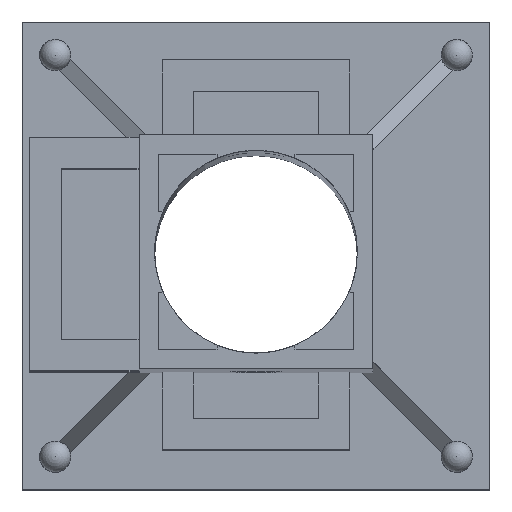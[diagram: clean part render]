
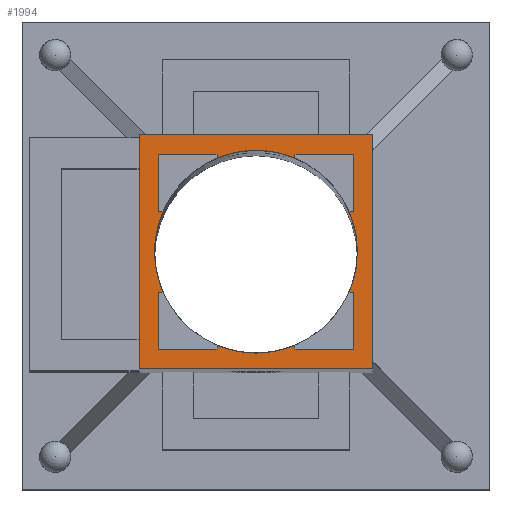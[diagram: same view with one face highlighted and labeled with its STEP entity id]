
A CAD part, top view. The second image highlights one B-rep face of the part: STEP entity #1994.
In plain terms, the highlighted planar face has unit normal (0, 0, 1).
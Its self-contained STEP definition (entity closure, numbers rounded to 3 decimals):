
#722 = CYLINDRICAL_SURFACE('',#723,1.3);
#723 = AXIS2_PLACEMENT_3D('',#724,#725,#726);
#724 = CARTESIAN_POINT('',(0.,0.,-10.));
#725 = DIRECTION('',(-0.,-0.,-1.));
#726 = DIRECTION('',(1.,0.,0.));
#940 = VERTEX_POINT('',#941);
#941 = CARTESIAN_POINT('',(1.3,0.,32.));
#962 = EDGE_CURVE('',#940,#940,#963,.T.);
#963 = SURFACE_CURVE('',#964,(#969,#976),.PCURVE_S1.);
#964 = CIRCLE('',#965,1.3);
#965 = AXIS2_PLACEMENT_3D('',#966,#967,#968);
#966 = CARTESIAN_POINT('',(0.,0.,32.));
#967 = DIRECTION('',(0.,0.,-1.));
#968 = DIRECTION('',(1.,0.,0.));
#969 = PCURVE('',#722,#970);
#970 = DEFINITIONAL_REPRESENTATION('',(#971),#975);
#971 = LINE('',#972,#973);
#972 = CARTESIAN_POINT('',(-6.283,-42.));
#973 = VECTOR('',#974,1.);
#974 = DIRECTION('',(1.,-0.));
#975 = ( GEOMETRIC_REPRESENTATION_CONTEXT(2) 
PARAMETRIC_REPRESENTATION_CONTEXT() REPRESENTATION_CONTEXT('2D SPACE',''
  ) );
#976 = PCURVE('',#977,#982);
#977 = PLANE('',#978);
#978 = AXIS2_PLACEMENT_3D('',#979,#980,#981);
#979 = CARTESIAN_POINT('',(0.,0.,32.));
#980 = DIRECTION('',(0.,0.,1.));
#981 = DIRECTION('',(1.,0.,0.));
#982 = DEFINITIONAL_REPRESENTATION('',(#983),#991);
#983 = ( BOUNDED_CURVE() B_SPLINE_CURVE(2,(#984,#985,#986,#987,#988,#989
,#990),.UNSPECIFIED.,.T.,.F.) B_SPLINE_CURVE_WITH_KNOTS((1,2,2,2,2,1),(
    -2.094,0.,2.094,4.189,6.283,
8.378),.UNSPECIFIED.) CURVE() GEOMETRIC_REPRESENTATION_ITEM() 
RATIONAL_B_SPLINE_CURVE((1.,0.5,1.,0.5,1.,0.5,1.)) REPRESENTATION_ITEM(
  '') );
#984 = CARTESIAN_POINT('',(1.3,0.));
#985 = CARTESIAN_POINT('',(1.3,-2.252));
#986 = CARTESIAN_POINT('',(-0.65,-1.126));
#987 = CARTESIAN_POINT('',(-2.6,0.));
#988 = CARTESIAN_POINT('',(-0.65,1.126));
#989 = CARTESIAN_POINT('',(1.3,2.252));
#990 = CARTESIAN_POINT('',(1.3,0.));
#991 = ( GEOMETRIC_REPRESENTATION_CONTEXT(2) 
PARAMETRIC_REPRESENTATION_CONTEXT() REPRESENTATION_CONTEXT('2D SPACE',''
  ) );
#1465 = PLANE('',#1466);
#1466 = AXIS2_PLACEMENT_3D('',#1467,#1468,#1469);
#1467 = CARTESIAN_POINT('',(-1.5,1.5,0.));
#1468 = DIRECTION('',(1.,0.,0.));
#1469 = DIRECTION('',(0.,-1.,0.));
#1602 = PLANE('',#1603);
#1603 = AXIS2_PLACEMENT_3D('',#1604,#1605,#1606);
#1604 = CARTESIAN_POINT('',(1.5,1.5,0.));
#1605 = DIRECTION('',(0.,-1.,0.));
#1606 = DIRECTION('',(-1.,0.,0.));
#1739 = PLANE('',#1740);
#1740 = AXIS2_PLACEMENT_3D('',#1741,#1742,#1743);
#1741 = CARTESIAN_POINT('',(1.5,-1.5,0.));
#1742 = DIRECTION('',(-1.,0.,0.));
#1743 = DIRECTION('',(0.,1.,0.));
#1876 = PLANE('',#1877);
#1877 = AXIS2_PLACEMENT_3D('',#1878,#1879,#1880);
#1878 = CARTESIAN_POINT('',(-1.5,-1.5,0.));
#1879 = DIRECTION('',(0.,1.,0.));
#1880 = DIRECTION('',(1.,0.,0.));
#1994 = ADVANCED_FACE('',(#1995,#2089),#977,.T.);
#1995 = FACE_BOUND('',#1996,.T.);
#1996 = EDGE_LOOP('',(#1997,#2022,#2045,#2068));
#1997 = ORIENTED_EDGE('',*,*,#1998,.T.);
#1998 = EDGE_CURVE('',#1999,#2001,#2003,.T.);
#1999 = VERTEX_POINT('',#2000);
#2000 = CARTESIAN_POINT('',(-1.5,1.5,32.));
#2001 = VERTEX_POINT('',#2002);
#2002 = CARTESIAN_POINT('',(-1.5,-1.5,32.));
#2003 = SURFACE_CURVE('',#2004,(#2008,#2015),.PCURVE_S1.);
#2004 = LINE('',#2005,#2006);
#2005 = CARTESIAN_POINT('',(-1.5,1.5,32.));
#2006 = VECTOR('',#2007,1.);
#2007 = DIRECTION('',(0.,-1.,0.));
#2008 = PCURVE('',#977,#2009);
#2009 = DEFINITIONAL_REPRESENTATION('',(#2010),#2014);
#2010 = LINE('',#2011,#2012);
#2011 = CARTESIAN_POINT('',(-1.5,1.5));
#2012 = VECTOR('',#2013,1.);
#2013 = DIRECTION('',(0.,-1.));
#2014 = ( GEOMETRIC_REPRESENTATION_CONTEXT(2) 
PARAMETRIC_REPRESENTATION_CONTEXT() REPRESENTATION_CONTEXT('2D SPACE',''
  ) );
#2015 = PCURVE('',#1465,#2016);
#2016 = DEFINITIONAL_REPRESENTATION('',(#2017),#2021);
#2017 = LINE('',#2018,#2019);
#2018 = CARTESIAN_POINT('',(0.,-32.));
#2019 = VECTOR('',#2020,1.);
#2020 = DIRECTION('',(1.,0.));
#2021 = ( GEOMETRIC_REPRESENTATION_CONTEXT(2) 
PARAMETRIC_REPRESENTATION_CONTEXT() REPRESENTATION_CONTEXT('2D SPACE',''
  ) );
#2022 = ORIENTED_EDGE('',*,*,#2023,.T.);
#2023 = EDGE_CURVE('',#2001,#2024,#2026,.T.);
#2024 = VERTEX_POINT('',#2025);
#2025 = CARTESIAN_POINT('',(1.5,-1.5,32.));
#2026 = SURFACE_CURVE('',#2027,(#2031,#2038),.PCURVE_S1.);
#2027 = LINE('',#2028,#2029);
#2028 = CARTESIAN_POINT('',(-1.5,-1.5,32.));
#2029 = VECTOR('',#2030,1.);
#2030 = DIRECTION('',(1.,0.,0.));
#2031 = PCURVE('',#977,#2032);
#2032 = DEFINITIONAL_REPRESENTATION('',(#2033),#2037);
#2033 = LINE('',#2034,#2035);
#2034 = CARTESIAN_POINT('',(-1.5,-1.5));
#2035 = VECTOR('',#2036,1.);
#2036 = DIRECTION('',(1.,0.));
#2037 = ( GEOMETRIC_REPRESENTATION_CONTEXT(2) 
PARAMETRIC_REPRESENTATION_CONTEXT() REPRESENTATION_CONTEXT('2D SPACE',''
  ) );
#2038 = PCURVE('',#1876,#2039);
#2039 = DEFINITIONAL_REPRESENTATION('',(#2040),#2044);
#2040 = LINE('',#2041,#2042);
#2041 = CARTESIAN_POINT('',(0.,-32.));
#2042 = VECTOR('',#2043,1.);
#2043 = DIRECTION('',(1.,0.));
#2044 = ( GEOMETRIC_REPRESENTATION_CONTEXT(2) 
PARAMETRIC_REPRESENTATION_CONTEXT() REPRESENTATION_CONTEXT('2D SPACE',''
  ) );
#2045 = ORIENTED_EDGE('',*,*,#2046,.T.);
#2046 = EDGE_CURVE('',#2024,#2047,#2049,.T.);
#2047 = VERTEX_POINT('',#2048);
#2048 = CARTESIAN_POINT('',(1.5,1.5,32.));
#2049 = SURFACE_CURVE('',#2050,(#2054,#2061),.PCURVE_S1.);
#2050 = LINE('',#2051,#2052);
#2051 = CARTESIAN_POINT('',(1.5,-1.5,32.));
#2052 = VECTOR('',#2053,1.);
#2053 = DIRECTION('',(0.,1.,0.));
#2054 = PCURVE('',#977,#2055);
#2055 = DEFINITIONAL_REPRESENTATION('',(#2056),#2060);
#2056 = LINE('',#2057,#2058);
#2057 = CARTESIAN_POINT('',(1.5,-1.5));
#2058 = VECTOR('',#2059,1.);
#2059 = DIRECTION('',(0.,1.));
#2060 = ( GEOMETRIC_REPRESENTATION_CONTEXT(2) 
PARAMETRIC_REPRESENTATION_CONTEXT() REPRESENTATION_CONTEXT('2D SPACE',''
  ) );
#2061 = PCURVE('',#1739,#2062);
#2062 = DEFINITIONAL_REPRESENTATION('',(#2063),#2067);
#2063 = LINE('',#2064,#2065);
#2064 = CARTESIAN_POINT('',(0.,-32.));
#2065 = VECTOR('',#2066,1.);
#2066 = DIRECTION('',(1.,0.));
#2067 = ( GEOMETRIC_REPRESENTATION_CONTEXT(2) 
PARAMETRIC_REPRESENTATION_CONTEXT() REPRESENTATION_CONTEXT('2D SPACE',''
  ) );
#2068 = ORIENTED_EDGE('',*,*,#2069,.T.);
#2069 = EDGE_CURVE('',#2047,#1999,#2070,.T.);
#2070 = SURFACE_CURVE('',#2071,(#2075,#2082),.PCURVE_S1.);
#2071 = LINE('',#2072,#2073);
#2072 = CARTESIAN_POINT('',(1.5,1.5,32.));
#2073 = VECTOR('',#2074,1.);
#2074 = DIRECTION('',(-1.,0.,0.));
#2075 = PCURVE('',#977,#2076);
#2076 = DEFINITIONAL_REPRESENTATION('',(#2077),#2081);
#2077 = LINE('',#2078,#2079);
#2078 = CARTESIAN_POINT('',(1.5,1.5));
#2079 = VECTOR('',#2080,1.);
#2080 = DIRECTION('',(-1.,0.));
#2081 = ( GEOMETRIC_REPRESENTATION_CONTEXT(2) 
PARAMETRIC_REPRESENTATION_CONTEXT() REPRESENTATION_CONTEXT('2D SPACE',''
  ) );
#2082 = PCURVE('',#1602,#2083);
#2083 = DEFINITIONAL_REPRESENTATION('',(#2084),#2088);
#2084 = LINE('',#2085,#2086);
#2085 = CARTESIAN_POINT('',(0.,-32.));
#2086 = VECTOR('',#2087,1.);
#2087 = DIRECTION('',(1.,0.));
#2088 = ( GEOMETRIC_REPRESENTATION_CONTEXT(2) 
PARAMETRIC_REPRESENTATION_CONTEXT() REPRESENTATION_CONTEXT('2D SPACE',''
  ) );
#2089 = FACE_BOUND('',#2090,.T.);
#2090 = EDGE_LOOP('',(#2091));
#2091 = ORIENTED_EDGE('',*,*,#962,.T.);
